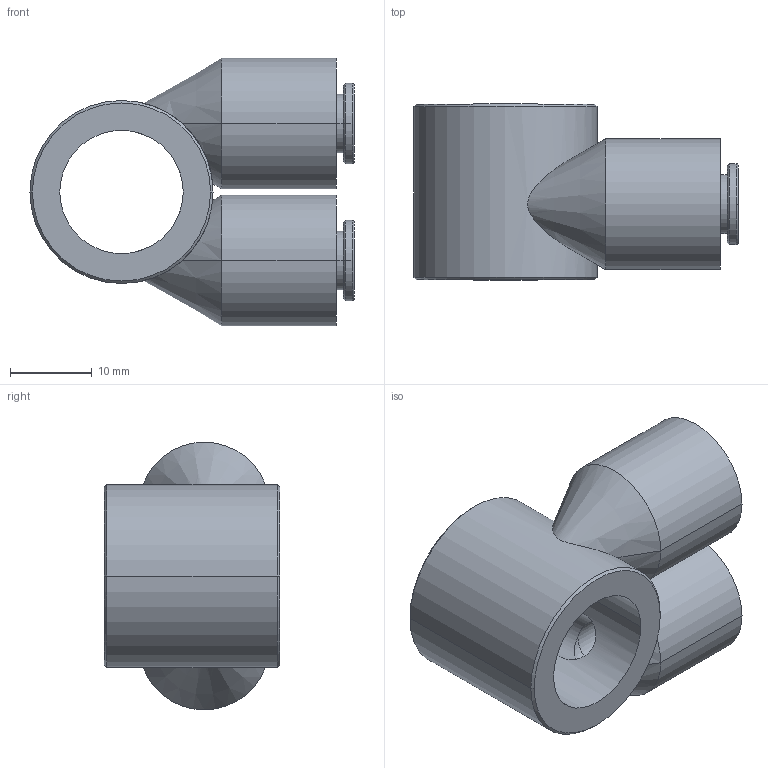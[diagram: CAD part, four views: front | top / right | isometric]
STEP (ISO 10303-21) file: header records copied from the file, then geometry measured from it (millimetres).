
FILE_DESCRIPTION(('STEP AP214'),'1');
FILE_NAME('3549_06_17.stp','2020-01-16T10:04:25',('TraceParts'),('TraceParts S.A.'),'Spatial InterOp 3D',' ',' ');
FILE_SCHEMA(('AUTOMOTIVE_DESIGN { 1 0 10303 214 1 1 1 1 }'));
Length unit declared in the file: millimetre
Products named in the file (1): 3549_06_17
Bounding box: 39.66 x 21.5 x 32.76 mm (x, y, z)
Volume: 10402.1 mm3; surface area: 6001.2 mm2
Topology: 1 solids, 1 shells, 52 faces, 122 edges, 74 vertices
Faces by surface type: cylinder 24, cone 12, plane 8, torus 4, sphere 4
Entity records: 1779 total; most frequent: CARTESIAN_POINT 535, DIRECTION 286, ORIENTED_EDGE 236, AXIS2_PLACEMENT_3D 125, EDGE_CURVE 118, VERTEX_POINT 74, CIRCLE 68, EDGE_LOOP 64
